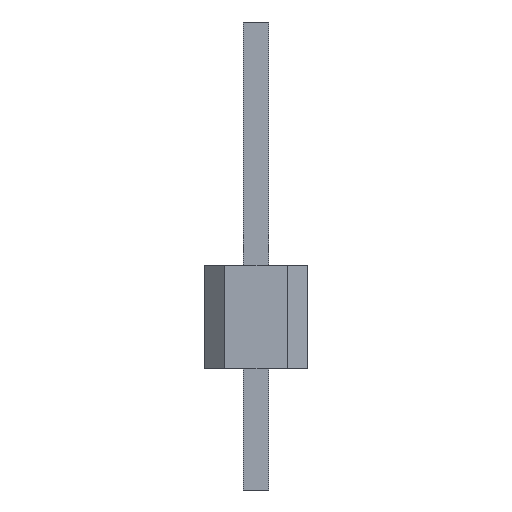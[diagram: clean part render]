
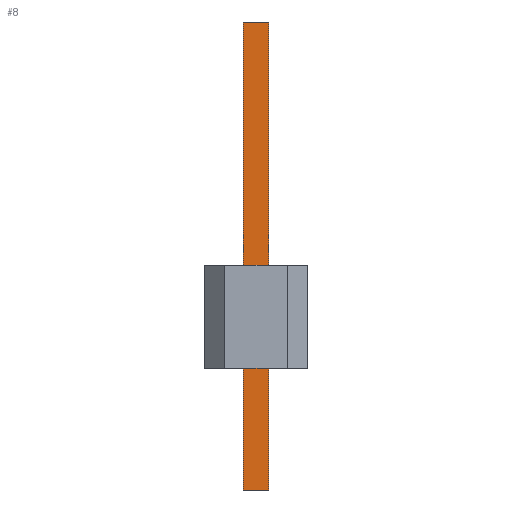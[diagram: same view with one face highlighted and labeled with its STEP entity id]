
A CAD part, left-side view. The second image highlights one B-rep face of the part: STEP entity #8.
In plain terms, the highlighted planar face has unit normal (-1, 0, 0).
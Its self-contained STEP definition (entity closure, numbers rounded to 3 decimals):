
#2 = VERTEX_POINT ( 'NONE', #797 ) ;
#3 = EDGE_CURVE ( 'NONE', #4, #2, #796, .T. ) ;
#4 = VERTEX_POINT ( 'NONE', #855 ) ;
#5 = ORIENTED_EDGE ( 'NONE', *, *, #3, .F. ) ;
#6 = EDGE_LOOP ( 'NONE', ( #5, #16, #19, #2529 ) ) ;
#8 = ADVANCED_FACE ( 'NONE', ( #854 ), #852, .T. ) ;
#16 = ORIENTED_EDGE ( 'NONE', *, *, #17, .F. ) ;
#17 = EDGE_CURVE ( 'NONE', #18, #4, #898, .T. ) ;
#18 = VERTEX_POINT ( 'NONE', #894 ) ;
#19 = ORIENTED_EDGE ( 'NONE', *, *, #2546, .T. ) ;
#794 = DIRECTION ( 'NONE',  ( 0., 1., 0. ) ) ;
#795 = CARTESIAN_POINT ( 'NONE',  ( -0.32, 0.32, -3. ) ) ;
#796 = LINE ( 'NONE', #795, #856 ) ;
#797 = CARTESIAN_POINT ( 'NONE',  ( -0.32, 0.32, -3. ) ) ;
#848 = DIRECTION ( 'NONE',  ( 0., -1., 0. ) ) ;
#849 = DIRECTION ( 'NONE',  ( -1., 0., 0. ) ) ;
#850 = CARTESIAN_POINT ( 'NONE',  ( -0.32, 0.32, 8.54 ) ) ;
#851 = AXIS2_PLACEMENT_3D ( 'NONE', #850, #849, #848 ) ;
#852 = PLANE ( 'NONE',  #851 ) ;
#854 = FACE_OUTER_BOUND ( 'NONE', #6, .T. ) ;
#855 = CARTESIAN_POINT ( 'NONE',  ( -0.32, -0.32, -3. ) ) ;
#856 = VECTOR ( 'NONE', #794, 1000. ) ;
#894 = CARTESIAN_POINT ( 'NONE',  ( -0.32, -0.32, 8.54 ) ) ;
#895 = DIRECTION ( 'NONE',  ( 0., 0., -1. ) ) ;
#896 = VECTOR ( 'NONE', #895, 1000. ) ;
#897 = CARTESIAN_POINT ( 'NONE',  ( -0.32, -0.32, 8.54 ) ) ;
#898 = LINE ( 'NONE', #897, #896 ) ;
#2528 = VERTEX_POINT ( 'NONE', #3648 ) ;
#2529 = ORIENTED_EDGE ( 'NONE', *, *, #2530, .T. ) ;
#2530 = EDGE_CURVE ( 'NONE', #2528, #2, #3647, .T. ) ;
#2546 = EDGE_CURVE ( 'NONE', #18, #2528, #3666, .T. ) ;
#3644 = DIRECTION ( 'NONE',  ( 0., 0., -1. ) ) ;
#3645 = VECTOR ( 'NONE', #3644, 1000. ) ;
#3646 = CARTESIAN_POINT ( 'NONE',  ( -0.32, 0.32, 8.54 ) ) ;
#3647 = LINE ( 'NONE', #3646, #3645 ) ;
#3648 = CARTESIAN_POINT ( 'NONE',  ( -0.32, 0.32, 8.54 ) ) ;
#3663 = DIRECTION ( 'NONE',  ( 0., 1., 0. ) ) ;
#3664 = VECTOR ( 'NONE', #3663, 1000. ) ;
#3665 = CARTESIAN_POINT ( 'NONE',  ( -0.32, 0.32, 8.54 ) ) ;
#3666 = LINE ( 'NONE', #3665, #3664 ) ;
